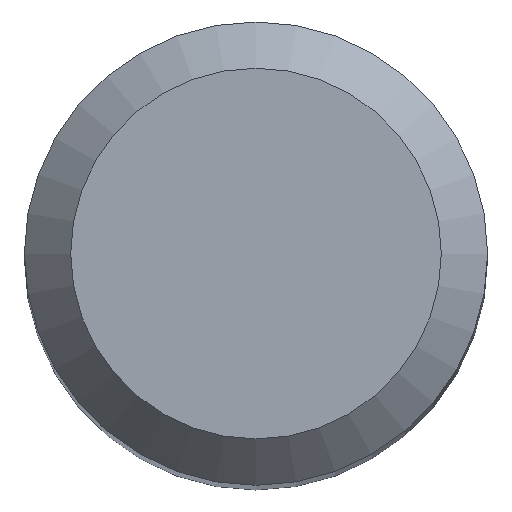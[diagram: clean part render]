
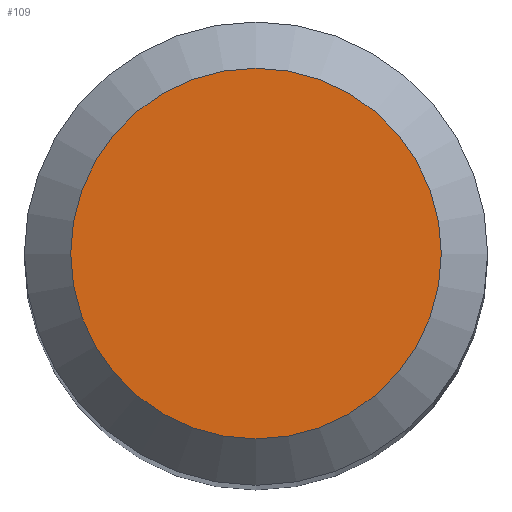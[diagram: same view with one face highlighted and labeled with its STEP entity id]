
A CAD part, top view. The second image highlights one B-rep face of the part: STEP entity #109.
In plain terms, the highlighted planar face has unit normal (0, 0, 1).
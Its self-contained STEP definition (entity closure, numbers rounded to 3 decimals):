
#31 = DIRECTION ( 'NONE',  ( 0., 1., 0. ) ) ;
#50 = FACE_OUTER_BOUND ( 'NONE', #168, .T. ) ;
#56 = EDGE_CURVE ( 'NONE', #85, #85, #110, .T. ) ;
#63 = AXIS2_PLACEMENT_3D ( 'NONE', #164, #69, #119 ) ;
#69 = DIRECTION ( 'NONE',  ( 0., 0., -1. ) ) ;
#71 = CARTESIAN_POINT ( 'NONE',  ( 0., 0., 60. ) ) ;
#85 = VERTEX_POINT ( 'NONE', #183 ) ;
#99 = PLANE ( 'NONE',  #63 ) ;
#109 = ADVANCED_FACE ( 'NONE', ( #50 ), #99, .F. ) ;
#110 = CIRCLE ( 'NONE', #128, 2.4 ) ;
#119 = DIRECTION ( 'NONE',  ( 0., 1., 0. ) ) ;
#128 = AXIS2_PLACEMENT_3D ( 'NONE', #71, #135, #31 ) ;
#135 = DIRECTION ( 'NONE',  ( 0., 0., -1. ) ) ;
#164 = CARTESIAN_POINT ( 'NONE',  ( 0., 0., 60. ) ) ;
#168 = EDGE_LOOP ( 'NONE', ( #200 ) ) ;
#183 = CARTESIAN_POINT ( 'NONE',  ( 0., 2.4, 60. ) ) ;
#200 = ORIENTED_EDGE ( 'NONE', *, *, #56, .F. ) ;
